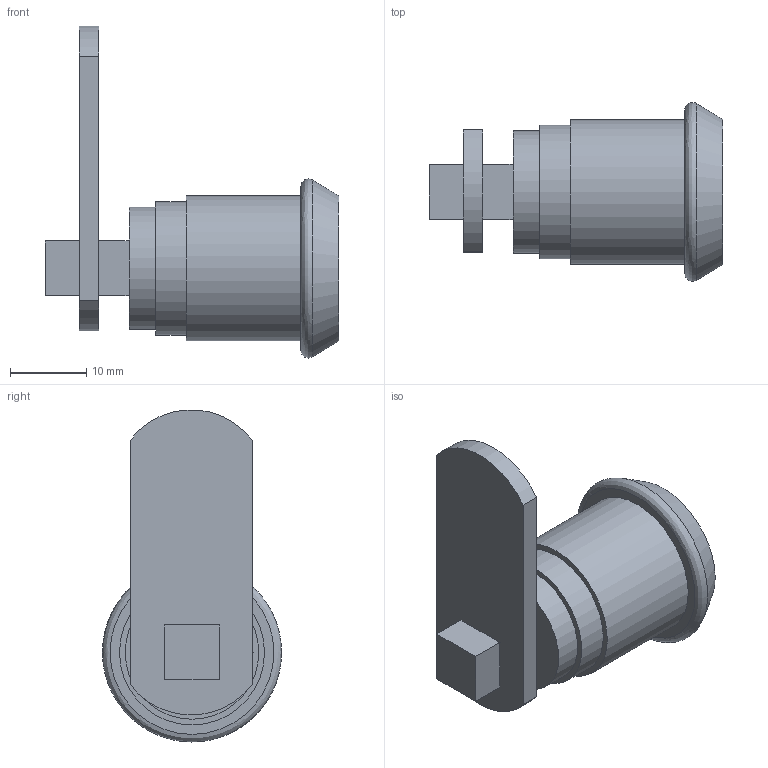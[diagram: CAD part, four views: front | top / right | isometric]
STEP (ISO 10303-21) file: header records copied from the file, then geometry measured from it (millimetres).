
FILE_DESCRIPTION(('STEP AP203'),'2;1');
FILE_NAME('24.006.00.stp','2011-06-06T18:19:39',(''),(''),'2009.3.110','THINKDESIGN','');
FILE_SCHEMA(('CONFIG_CONTROL_DESIGN'));
Length unit declared in the file: millimetre
Bounding box: 38.5 x 23.47 x 43.5 mm (x, y, z)
Volume: 9345.1 mm3; surface area: 4457.4 mm2
Topology: 3 solids, 3 shells, 41 faces, 100 edges, 70 vertices
Faces by surface type: plane 27, cylinder 12, bspline 2
Full cylindrical faces by diameter (mm): 16 x2, 17.5 x1, 19 x1
Entity records: 1379 total; most frequent: CARTESIAN_POINT 272, DIRECTION 217, ORIENTED_EDGE 200, EDGE_CURVE 100, AXIS2_PLACEMENT_3D 78, VERTEX_POINT 70, VECTOR 61, LINE 61
